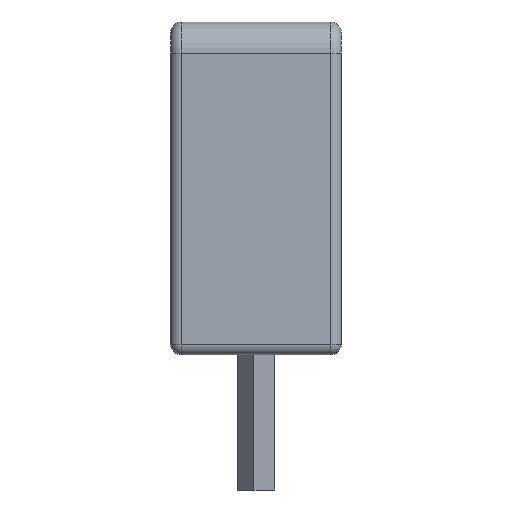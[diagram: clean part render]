
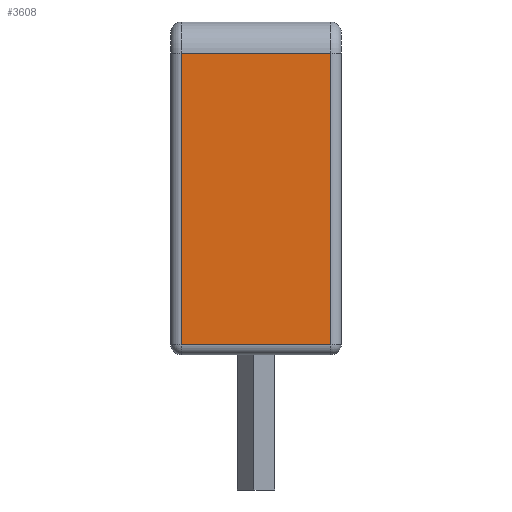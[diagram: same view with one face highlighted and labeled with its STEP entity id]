
A CAD part, left-side view. The second image highlights one B-rep face of the part: STEP entity #3608.
In plain terms, the highlighted planar face has unit normal (-1, 0, 0).
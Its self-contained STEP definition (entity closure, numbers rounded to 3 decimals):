
#164 = EDGE_CURVE ( 'NONE', #3834, #1896, #4609, .T. ) ;
#214 = DIRECTION ( 'NONE',  ( 0., -1., 0. ) ) ;
#291 = ORIENTED_EDGE ( 'NONE', *, *, #164, .T. ) ;
#486 = ORIENTED_EDGE ( 'NONE', *, *, #1122, .T. ) ;
#531 = FACE_OUTER_BOUND ( 'NONE', #5651, .T. ) ;
#808 = CARTESIAN_POINT ( 'NONE',  ( -1.9, -2.7, 22.5 ) ) ;
#820 = LINE ( 'NONE', #4708, #2026 ) ;
#1085 = VECTOR ( 'NONE', #214, 1000. ) ;
#1122 = EDGE_CURVE ( 'NONE', #1896, #2261, #2454, .T. ) ;
#1141 = CARTESIAN_POINT ( 'NONE',  ( -1.9, 4.5, 7. ) ) ;
#1193 = CARTESIAN_POINT ( 'NONE',  ( -1.9, -2.7, 21. ) ) ;
#1428 = CARTESIAN_POINT ( 'NONE',  ( -1.9, 0., 22.5 ) ) ;
#1465 = DIRECTION ( 'NONE',  ( 0., 1., 0. ) ) ;
#1625 = DIRECTION ( 'NONE',  ( 0., 0., -1. ) ) ;
#1687 = EDGE_CURVE ( 'NONE', #2950, #3834, #820, .T. ) ;
#1872 = DIRECTION ( 'NONE',  ( 0., 1., 0. ) ) ;
#1892 = CARTESIAN_POINT ( 'NONE',  ( -1.9, 0., 7. ) ) ;
#1896 = VERTEX_POINT ( 'NONE', #5316 ) ;
#2026 = VECTOR ( 'NONE', #1625, 1000. ) ;
#2035 = EDGE_CURVE ( 'NONE', #2261, #2950, #2757, .T. ) ;
#2261 = VERTEX_POINT ( 'NONE', #1193 ) ;
#2396 = ORIENTED_EDGE ( 'NONE', *, *, #1687, .T. ) ;
#2454 = LINE ( 'NONE', #808, #3466 ) ;
#2757 = LINE ( 'NONE', #5024, #3784 ) ;
#2950 = VERTEX_POINT ( 'NONE', #5313 ) ;
#3108 = DIRECTION ( 'NONE',  ( 0., 0., 1. ) ) ;
#3466 = VECTOR ( 'NONE', #3108, 1000. ) ;
#3576 = PLANE ( 'NONE',  #4113 ) ;
#3608 = ADVANCED_FACE ( 'NONE', ( #531 ), #3576, .F. ) ;
#3784 = VECTOR ( 'NONE', #1465, 1000. ) ;
#3834 = VERTEX_POINT ( 'NONE', #1141 ) ;
#3914 = ORIENTED_EDGE ( 'NONE', *, *, #2035, .T. ) ;
#4113 = AXIS2_PLACEMENT_3D ( 'NONE', #1428, #4494, #1872 ) ;
#4494 = DIRECTION ( 'NONE',  ( 1., 0., 0. ) ) ;
#4609 = LINE ( 'NONE', #1892, #1085 ) ;
#4708 = CARTESIAN_POINT ( 'NONE',  ( -1.9, 4.5, 6.5 ) ) ;
#5024 = CARTESIAN_POINT ( 'NONE',  ( -1.9, 5., 21. ) ) ;
#5313 = CARTESIAN_POINT ( 'NONE',  ( -1.9, 4.5, 21. ) ) ;
#5316 = CARTESIAN_POINT ( 'NONE',  ( -1.9, -2.7, 7. ) ) ;
#5651 = EDGE_LOOP ( 'NONE', ( #291, #486, #3914, #2396 ) ) ;
